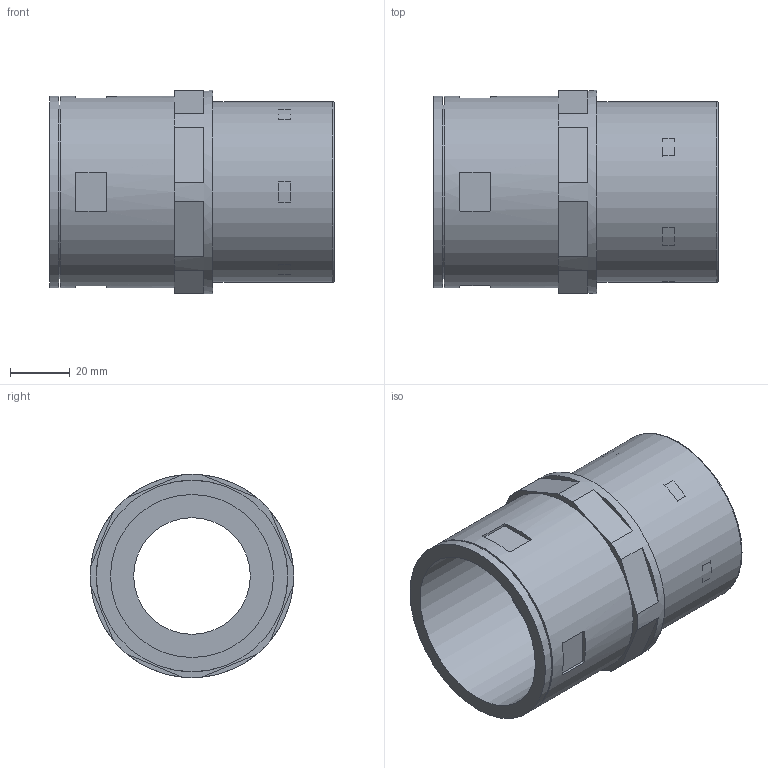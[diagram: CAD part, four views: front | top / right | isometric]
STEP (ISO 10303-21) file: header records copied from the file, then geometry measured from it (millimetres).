
FILE_DESCRIPTION( ( 'STEP AP203' ), '1' );
FILE_NAME( 'FLEXA RQGKZ-M 5110.054.250.stp', '2020-03-25T08:17:53', ( 'License CC BY-ND 4.0' ), ( 'CADENAS' ), ' ', 'PARTsolutions', ' ' );
FILE_SCHEMA( ( 'CONFIG_CONTROL_DESIGN' ) );
Length unit declared in the file: millimetre
Products named in the file (3): FLEXA RQGKZ-M 5110.054.250; _FLEXA RQGK2-M 5108.054.250; _FLEXA RQGKZ-M-Zwischenstutzen 5110.054.250
Assembly tree (2 placements, depth 2):
  FLEXA RQGKZ-M 5110.054.250
    _FLEXA RQGK2-M 5108.054.250
    _FLEXA RQGKZ-M-Zwischenstutzen 5110.054.250
Bounding box: 95 x 68 x 68 mm (x, y, z)
Volume: 142716.1 mm3; surface area: 48971.2 mm2
Topology: 2 solids, 2 shells, 105 faces, 251 edges, 163 vertices
Faces by surface type: plane 56, cylinder 36, cone 12, torus 1
Full cylindrical faces by diameter (mm): 39 x1, 43.5 x1, 45.3 x1, 48.16 x1, 50 x2, 54.13 x1, 54.5 x1, 54.53 x1, 58 x1, 60.48 x1, 64 x2, 68 x1
Entity records: 3106 total; most frequent: CARTESIAN_POINT 632, DIRECTION 504, ORIENTED_EDGE 450, EDGE_CURVE 225, AXIS2_PLACEMENT_3D 199, VERTEX_POINT 159, EDGE_LOOP 144, FACE_OUTER_BOUND 120
